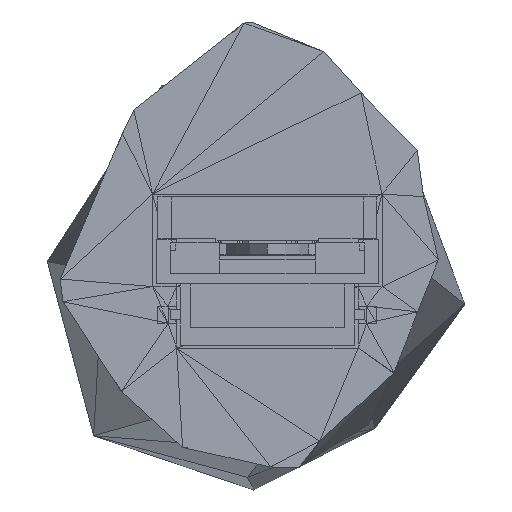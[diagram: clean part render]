
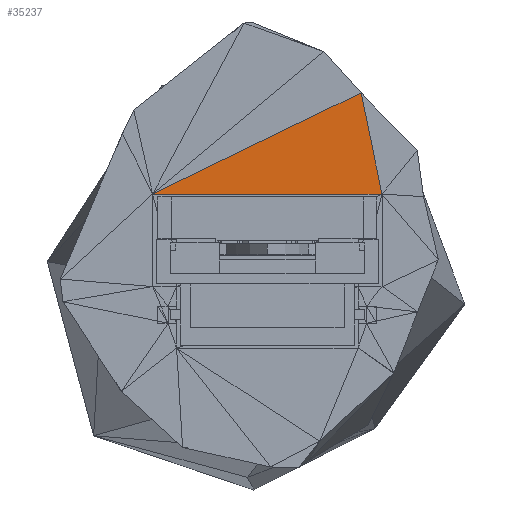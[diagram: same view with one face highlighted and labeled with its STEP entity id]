
A CAD part, front view. The second image highlights one B-rep face of the part: STEP entity #35237.
In plain terms, the highlighted planar face has unit normal (0, -1, 0).
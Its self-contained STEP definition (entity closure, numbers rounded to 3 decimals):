
#35237 = ADVANCED_FACE('',(#35238),#35264,.T.);
#35238 = FACE_BOUND('',#35239,.T.);
#35239 = EDGE_LOOP('',(#35240,#35250,#35258));
#35240 = ORIENTED_EDGE('',*,*,#35241,.F.);
#35241 = EDGE_CURVE('',#35242,#35244,#35246,.T.);
#35242 = VERTEX_POINT('',#35243);
#35243 = CARTESIAN_POINT('',(-16.75,-60.5,8.827));
#35244 = VERTEX_POINT('',#35245);
#35245 = CARTESIAN_POINT('',(13.685,-60.5,23.614));
#35246 = LINE('',#35247,#35248);
#35247 = CARTESIAN_POINT('',(-16.75,-60.5,8.827));
#35248 = VECTOR('',#35249,1.);
#35249 = DIRECTION('',(0.899,0.,0.437));
#35250 = ORIENTED_EDGE('',*,*,#35251,.T.);
#35251 = EDGE_CURVE('',#35242,#35252,#35254,.T.);
#35252 = VERTEX_POINT('',#35253);
#35253 = CARTESIAN_POINT('',(16.75,-60.5,8.827));
#35254 = LINE('',#35255,#35256);
#35255 = CARTESIAN_POINT('',(-16.75,-60.5,8.827));
#35256 = VECTOR('',#35257,1.);
#35257 = DIRECTION('',(1.,0.,0.));
#35258 = ORIENTED_EDGE('',*,*,#35259,.F.);
#35259 = EDGE_CURVE('',#35244,#35252,#35260,.T.);
#35260 = LINE('',#35261,#35262);
#35261 = CARTESIAN_POINT('',(13.685,-60.5,23.614));
#35262 = VECTOR('',#35263,1.);
#35263 = DIRECTION('',(0.203,0.,-0.979));
#35264 = PLANE('',#35265);
#35265 = AXIS2_PLACEMENT_3D('',#35266,#35267,#35268);
#35266 = CARTESIAN_POINT('',(2.159,-60.5,13.216));
#35267 = DIRECTION('',(0.,-1.,0.));
#35268 = DIRECTION('',(0.,0.,-1.));
